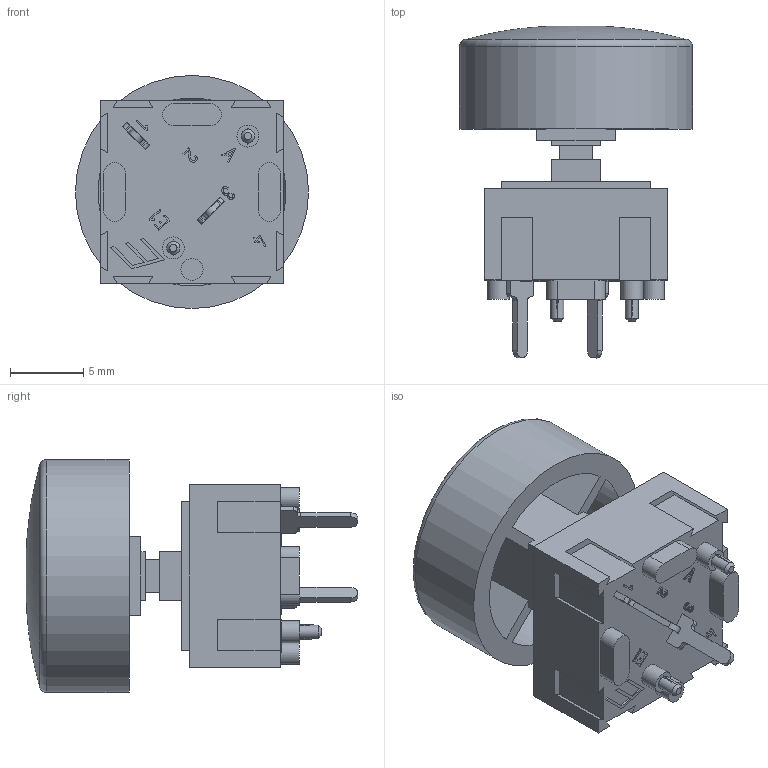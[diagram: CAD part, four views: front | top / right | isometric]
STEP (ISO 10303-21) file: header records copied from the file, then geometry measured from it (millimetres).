
FILE_DESCRIPTION((' '),'2;1');
FILE_NAME('320.03E11.09xxx.stp.stp','2017-07-28T15:55:47',(' '),(' '),' ','ACIS',' ');
FILE_SCHEMA(('CONFIG_CONTROL_DESIGN'));
Length unit declared in the file: inch
Products named in the file (1): 320.03E11.09xxx.stp.stp
Bounding box: 15.88 x 22.61 x 15.88 mm (x, y, z)
Volume: 1004.2 mm3; surface area: 2932.6 mm2
Topology: 1 solids, 3 shells, 602 faces, 1670 edges, 1079 vertices
Faces by surface type: plane 359, cylinder 126, bspline 71, cone 22, torus 13, sphere 11
Full cylindrical faces by diameter (mm): 0.8 x5, 1.5 x4, 15.875 x1
Entity records: 19672 total; most frequent: CARTESIAN_POINT 4766, ORIENTED_EDGE 3246, DIRECTION 2792, EDGE_CURVE 1624, VECTOR 1126, LINE 1126, VERTEX_POINT 1058, AXIS2_PLACEMENT_3D 833
